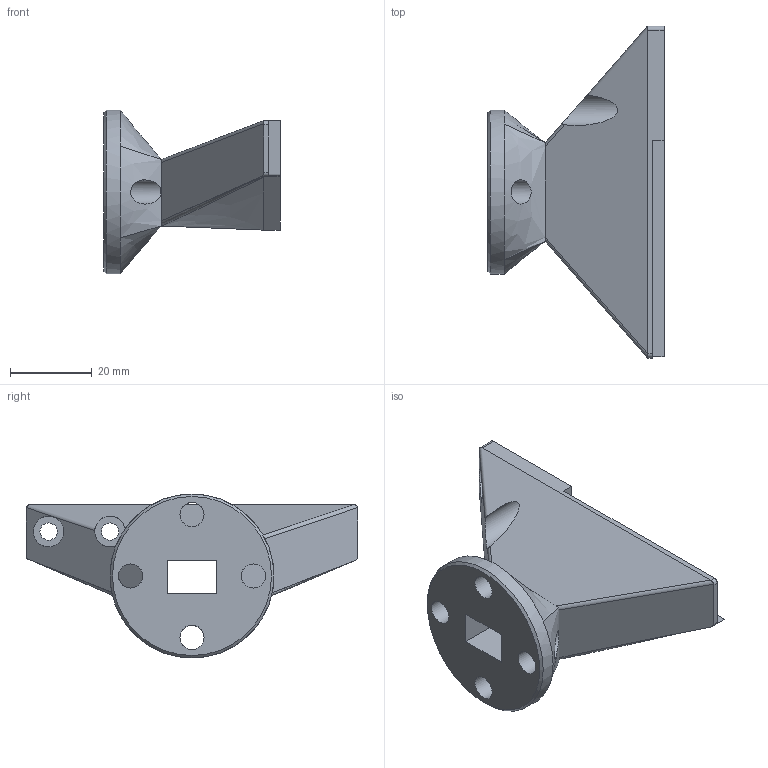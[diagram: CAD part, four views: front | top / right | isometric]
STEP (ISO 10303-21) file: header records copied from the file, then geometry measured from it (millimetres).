
FILE_DESCRIPTION(/* description */ (''),/* implementation_level */ '2;1');
FILE_NAME(/* name */ 'OSSM Load cell v4.step',/* time_stamp */ '2021-08-09T09:23:25-04:00',/* author */ (''),/* organization */ (''),/* preprocessor_version */ 'ST-DEVELOPER v18.1',/* originating_system */ 'Autodesk Translation Framework v10.9.0.1377',/* authorisation */ '');
FILE_SCHEMA (('AUTOMOTIVE_DESIGN { 1 0 10303 214 3 1 1 }'));
Length unit declared in the file: millimetre
Products named in the file (4): OSSM Load cell; Rail; Rear support; Toy side mount
Assembly tree (3 placements, depth 2):
  OSSM Load cell
    Rail
    Rear support
    Toy side mount
Bounding box: 43 x 81 x 40 mm (x, y, z)
Volume: 36327.8 mm3; surface area: 11777 mm2
Topology: 1 solids, 1 shells, 50 faces, 137 edges, 90 vertices
Faces by surface type: plane 25, cylinder 16, bspline 8, cone 1
Full cylindrical faces by diameter (mm): 4.2 x2, 5.9 x4, 7.5 x2, 40 x1
Entity records: 2193 total; most frequent: CARTESIAN_POINT 825, ORIENTED_EDGE 274, DIRECTION 250, EDGE_CURVE 137, VERTEX_POINT 90, AXIS2_PLACEMENT_3D 84, LINE 82, VECTOR 82
